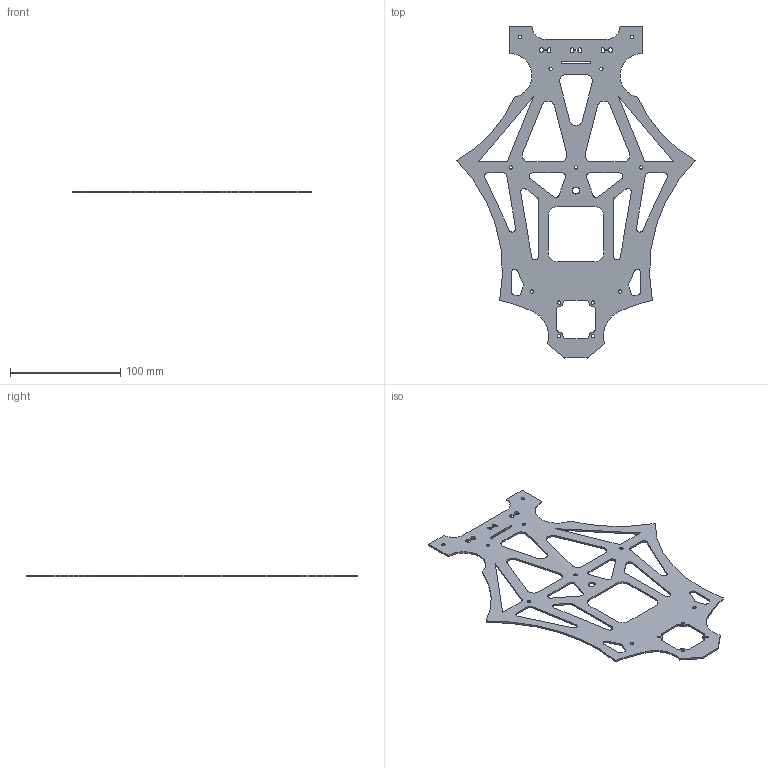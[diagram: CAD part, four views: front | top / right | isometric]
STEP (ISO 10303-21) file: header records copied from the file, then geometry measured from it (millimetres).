
FILE_DESCRIPTION(/* description */ (''),/* implementation_level */ '2;1');
FILE_NAME(/* name */ 'Scarab V1 Top Top Plate.stp',/* time_stamp */ '2014-06-09T21:07:54-04:00',/* author */ (''),/* organization */ (''),/* preprocessor_version */ 'ST-DEVELOPER v11',/* originating_system */ 'SIEMENS PLM Software NX 7.5',/* authorisation */ '');
FILE_SCHEMA (('CONFIG_CONTROL_DESIGN'));
Length unit declared in the file: millimetre
Products named in the file (1): Gear5348xh05
Bounding box: 216.72 x 301.25 x 1.52 mm (x, y, z)
Volume: 36346.4 mm3; surface area: 52507.4 mm2
Topology: 1 solids, 1 shells, 170 faces, 504 edges, 336 vertices
Faces by surface type: cylinder 96, plane 74
Full cylindrical faces by diameter (mm): 3 x13, 6.35 x1
Entity records: 5908 total; most frequent: DIRECTION 1024, CARTESIAN_POINT 997, ORIENTED_EDGE 980, EDGE_CURVE 490, AXIS2_PLACEMENT_3D 363, VERTEX_POINT 336, LINE 298, VECTOR 298
